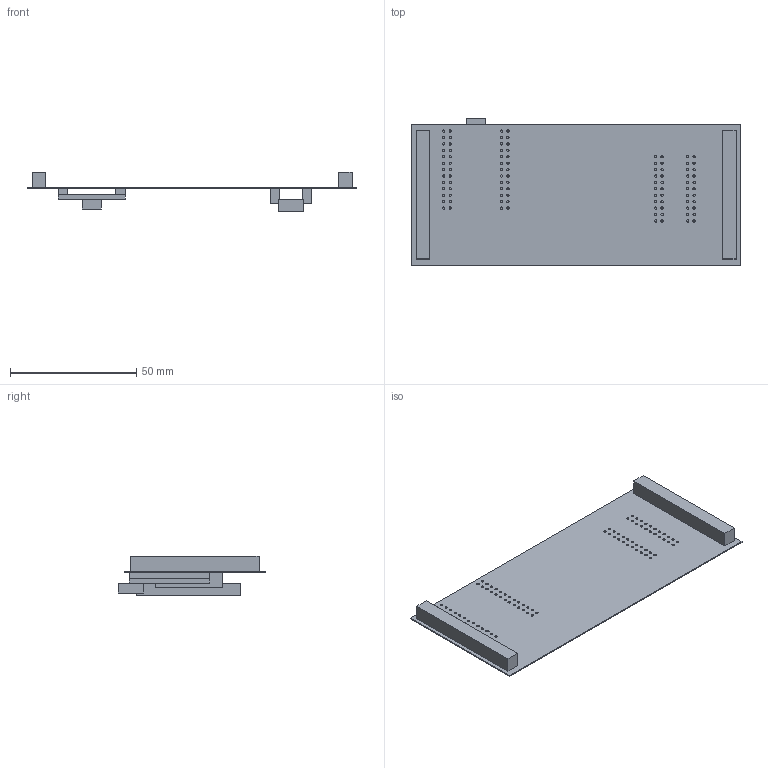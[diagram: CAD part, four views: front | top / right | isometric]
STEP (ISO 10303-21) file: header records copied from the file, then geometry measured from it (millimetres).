
FILE_DESCRIPTION(('Open CASCADE Model'),'2;1');
FILE_NAME('Open CASCADE Shape Model','2020-08-03T17:41:49',('Author'),( 'Open CASCADE'),'Open CASCADE STEP processor 6.8','Open CASCADE 6.8' ,'Unknown');
FILE_SCHEMA(('AUTOMOTIVE_DESIGN { 1 0 10303 214 1 1 1 1 }'));
Length unit declared in the file: millimetre
Products named in the file (19): PCB; Board; Open CASCADE STEP translator 6.8 1.1.1; D2; 5793139424; Extruded; 6144012224; D1; 6351705552; 6351705952; 6617130352; P2; 6302316432; P1
Assembly tree (21 placements, depth 4):
  PCB
    Board
      Open CASCADE STEP translator 6.8 1.1.1
    D2
      5793139424  x2
        Extruded
      6144012224
        Extruded
    D1
      6351705552
        Extruded
      6351705952
        Extruded
      6617130352  x2
        Extruded
    P2
      6302316432
        Extruded
    P1
      6302316432
        Extruded
Bounding box: 130 x 58.48 x 15.76 mm (x, y, z)
Volume: 11859.4 mm3; surface area: 22602.6 mm2
Topology: 10 solids, 10 shells, 236 faces, 648 edges, 432 vertices
Faces by surface type: cylinder 176, plane 60
Full cylindrical faces by diameter (mm): 0.9 x176
Entity records: 8350 total; most frequent: DIRECTION 1444, CARTESIAN_POINT 1260, ORIENTED_EDGE 1224, EDGE_CURVE 612, AXIS2_PLACEMENT_3D 592, FACE_BOUND 570, EDGE_LOOP 570, VERTEX_POINT 408
